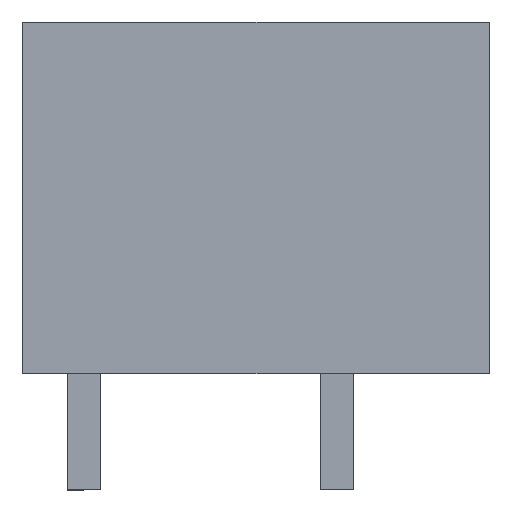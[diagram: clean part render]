
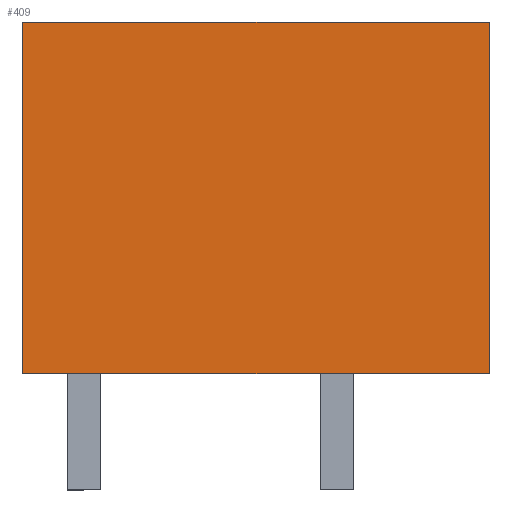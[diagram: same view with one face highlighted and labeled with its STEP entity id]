
A CAD part, left-side view. The second image highlights one B-rep face of the part: STEP entity #409.
In plain terms, the highlighted planar face has unit normal (-1, 0, 0).
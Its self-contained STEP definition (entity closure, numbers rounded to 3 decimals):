
#42=PLANE('',#466);
#68=FACE_OUTER_BOUND('',#95,.T.);
#95=EDGE_LOOP('',(#325,#326,#327,#328));
#115=LINE('',#618,#164);
#119=LINE('',#626,#168);
#122=LINE('',#632,#171);
#125=LINE('',#637,#174);
#164=VECTOR('',#504,10.);
#168=VECTOR('',#510,10.);
#171=VECTOR('',#515,10.);
#174=VECTOR('',#520,10.);
#216=VERTEX_POINT('',#616);
#217=VERTEX_POINT('',#617);
#220=VERTEX_POINT('',#625);
#222=VERTEX_POINT('',#631);
#251=EDGE_CURVE('',#216,#217,#115,.T.);
#255=EDGE_CURVE('',#220,#216,#119,.T.);
#258=EDGE_CURVE('',#222,#220,#122,.T.);
#261=EDGE_CURVE('',#217,#222,#125,.T.);
#325=ORIENTED_EDGE('',*,*,#261,.F.);
#326=ORIENTED_EDGE('',*,*,#251,.F.);
#327=ORIENTED_EDGE('',*,*,#255,.F.);
#328=ORIENTED_EDGE('',*,*,#258,.F.);
#409=ADVANCED_FACE('',(#68),#42,.F.);
#466=AXIS2_PLACEMENT_3D('',#640,#524,#525);
#504=DIRECTION('',(0.,-1.,0.));
#510=DIRECTION('',(0.,0.,1.));
#515=DIRECTION('',(0.,1.,0.));
#520=DIRECTION('',(0.,0.,-1.));
#524=DIRECTION('center_axis',(1.,0.,0.));
#525=DIRECTION('ref_axis',(0.,1.,0.));
#616=CARTESIAN_POINT('',(0.,14.05,10.6));
#617=CARTESIAN_POINT('',(0.,0.,10.6));
#618=CARTESIAN_POINT('',(0.,14.05,10.6));
#625=CARTESIAN_POINT('',(0.,14.05,0.));
#626=CARTESIAN_POINT('',(0.,14.05,0.));
#631=CARTESIAN_POINT('',(0.,0.,0.));
#632=CARTESIAN_POINT('',(0.,0.,0.));
#637=CARTESIAN_POINT('',(0.,0.,10.6));
#640=CARTESIAN_POINT('Origin',(0.,7.025,5.3));
